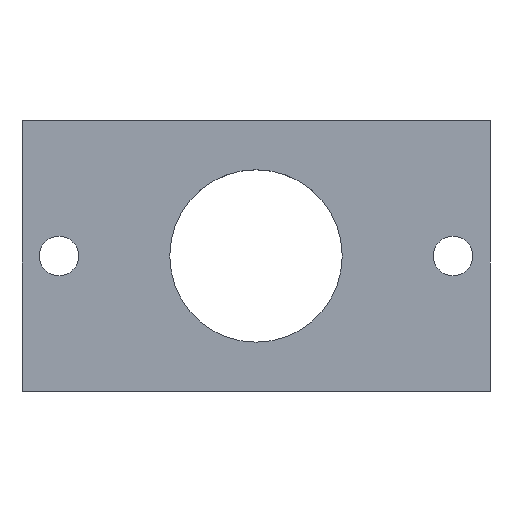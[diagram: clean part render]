
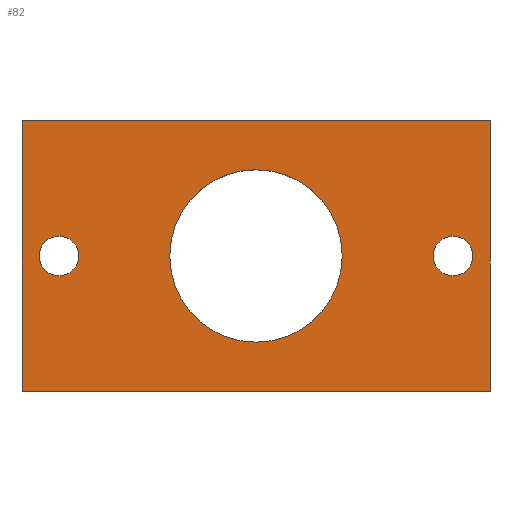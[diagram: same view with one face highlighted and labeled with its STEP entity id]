
A CAD part, top view. The second image highlights one B-rep face of the part: STEP entity #82.
In plain terms, the highlighted planar face has unit normal (0, 0, 1).
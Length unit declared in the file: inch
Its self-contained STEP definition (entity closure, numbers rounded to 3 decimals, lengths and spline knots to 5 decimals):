
#4 = PLANE ( 'NONE',  #718 ) ;
#8 = LINE ( 'NONE', #321, #10 ) ;
#10 = VECTOR ( 'NONE', #370, 39.37008 ) ;
#12 = LINE ( 'NONE', #872, #849 ) ;
#18 = VERTEX_POINT ( 'NONE', #269 ) ;
#21 = VECTOR ( 'NONE', #50, 39.37008 ) ;
#38 = EDGE_LOOP ( 'NONE', ( #226, #237 ) ) ;
#39 = DIRECTION ( 'NONE',  ( 1., 0., 0. ) ) ;
#49 = CARTESIAN_POINT ( 'NONE',  ( 0.288, 0.6875, 0.25 ) ) ;
#50 = DIRECTION ( 'NONE',  ( 1., 0., 0. ) ) ;
#57 = LINE ( 'NONE', #477, #21 ) ;
#60 = DIRECTION ( 'NONE',  ( -1., 0., 0. ) ) ;
#65 = DIRECTION ( 'NONE',  ( 0., -1., 0. ) ) ;
#82 = ADVANCED_FACE ( 'NONE', ( #826, #824, #352, #828 ), #4, .T. ) ;
#116 = DIRECTION ( 'NONE',  ( 0., 0., -1. ) ) ;
#122 = CARTESIAN_POINT ( 'NONE',  ( 2.375, 1.375, 0.25 ) ) ;
#141 = VERTEX_POINT ( 'NONE', #703 ) ;
#144 = CARTESIAN_POINT ( 'NONE',  ( 0.1875, 0.6875, 0.25 ) ) ;
#182 = ORIENTED_EDGE ( 'NONE', *, *, #629, .T. ) ;
#184 = ORIENTED_EDGE ( 'NONE', *, *, #623, .T. ) ;
#199 = ORIENTED_EDGE ( 'NONE', *, *, #678, .T. ) ;
#210 = CIRCLE ( 'NONE', #531, 0.4375 ) ;
#214 = DIRECTION ( 'NONE',  ( 1., 0., 0. ) ) ;
#216 = ORIENTED_EDGE ( 'NONE', *, *, #616, .T. ) ;
#217 = VERTEX_POINT ( 'NONE', #862 ) ;
#219 = CIRCLE ( 'NONE', #538, 0.1005 ) ;
#222 = CIRCLE ( 'NONE', #384, 0.1005 ) ;
#224 = VERTEX_POINT ( 'NONE', #800 ) ;
#226 = ORIENTED_EDGE ( 'NONE', *, *, #787, .T. ) ;
#237 = ORIENTED_EDGE ( 'NONE', *, *, #493, .T. ) ;
#241 = ORIENTED_EDGE ( 'NONE', *, *, #792, .T. ) ;
#247 = CARTESIAN_POINT ( 'NONE',  ( 0., 0., 0.25 ) ) ;
#250 = ORIENTED_EDGE ( 'NONE', *, *, #484, .T. ) ;
#251 = ORIENTED_EDGE ( 'NONE', *, *, #811, .T. ) ;
#252 = CARTESIAN_POINT ( 'NONE',  ( 0.1875, 0.6875, 0.25 ) ) ;
#260 = ORIENTED_EDGE ( 'NONE', *, *, #476, .T. ) ;
#262 = EDGE_LOOP ( 'NONE', ( #251, #260 ) ) ;
#265 = VERTEX_POINT ( 'NONE', #49 ) ;
#269 = CARTESIAN_POINT ( 'NONE',  ( 1.625, 0.6875, 0.25 ) ) ;
#275 = VERTEX_POINT ( 'NONE', #562 ) ;
#276 = DIRECTION ( 'NONE',  ( 0., 0., -1. ) ) ;
#277 = EDGE_LOOP ( 'NONE', ( #184, #182, #199, #216 ) ) ;
#288 = DIRECTION ( 'NONE',  ( 0., 0., 1. ) ) ;
#294 = EDGE_LOOP ( 'NONE', ( #241, #250 ) ) ;
#303 = VERTEX_POINT ( 'NONE', #247 ) ;
#304 = VERTEX_POINT ( 'NONE', #122 ) ;
#310 = DIRECTION ( 'NONE',  ( 1., 0., 0. ) ) ;
#321 = CARTESIAN_POINT ( 'NONE',  ( 2.375, 0.6875, 0.25 ) ) ;
#325 = VERTEX_POINT ( 'NONE', #627 ) ;
#345 = CARTESIAN_POINT ( 'NONE',  ( 2.1875, 0.6875, 0.25 ) ) ;
#352 = FACE_BOUND ( 'NONE', #294, .T. ) ;
#370 = DIRECTION ( 'NONE',  ( 0., 1., 0. ) ) ;
#384 = AXIS2_PLACEMENT_3D ( 'NONE', #462, #116, #548 ) ;
#386 = DIRECTION ( 'NONE',  ( 1., 0., 0. ) ) ;
#408 = DIRECTION ( 'NONE',  ( 0., 0., -1. ) ) ;
#462 = CARTESIAN_POINT ( 'NONE',  ( 2.1875, 0.6875, 0.25 ) ) ;
#476 = EDGE_CURVE ( 'NONE', #275, #224, #222, .T. ) ;
#477 = CARTESIAN_POINT ( 'NONE',  ( 1.1875, 0., 0.25 ) ) ;
#479 = AXIS2_PLACEMENT_3D ( 'NONE', #345, #838, #386 ) ;
#483 = AXIS2_PLACEMENT_3D ( 'NONE', #144, #587, #214 ) ;
#484 = EDGE_CURVE ( 'NONE', #141, #265, #219, .T. ) ;
#490 = CARTESIAN_POINT ( 'NONE',  ( 2.375, 0., 0.25 ) ) ;
#492 = AXIS2_PLACEMENT_3D ( 'NONE', #672, #276, #755 ) ;
#493 = EDGE_CURVE ( 'NONE', #325, #18, #210, .T. ) ;
#531 = AXIS2_PLACEMENT_3D ( 'NONE', #861, #408, #39 ) ;
#538 = AXIS2_PLACEMENT_3D ( 'NONE', #252, #716, #310 ) ;
#548 = DIRECTION ( 'NONE',  ( 1., 0., 0. ) ) ;
#562 = CARTESIAN_POINT ( 'NONE',  ( 2.087, 0.6875, 0.25 ) ) ;
#587 = DIRECTION ( 'NONE',  ( 0., 0., -1. ) ) ;
#616 = EDGE_CURVE ( 'NONE', #303, #679, #57, .T. ) ;
#623 = EDGE_CURVE ( 'NONE', #679, #304, #8, .T. ) ;
#627 = CARTESIAN_POINT ( 'NONE',  ( 0.75, 0.6875, 0.25 ) ) ;
#629 = EDGE_CURVE ( 'NONE', #304, #217, #12, .T. ) ;
#648 = CIRCLE ( 'NONE', #479, 0.1005 ) ;
#672 = CARTESIAN_POINT ( 'NONE',  ( 1.1875, 0.6875, 0.25 ) ) ;
#678 = EDGE_CURVE ( 'NONE', #217, #303, #848, .T. ) ;
#679 = VERTEX_POINT ( 'NONE', #490 ) ;
#685 = CARTESIAN_POINT ( 'NONE',  ( 1.1875, 0.6875, 0.25 ) ) ;
#696 = CIRCLE ( 'NONE', #483, 0.1005 ) ;
#703 = CARTESIAN_POINT ( 'NONE',  ( 0.087, 0.6875, 0.25 ) ) ;
#716 = DIRECTION ( 'NONE',  ( 0., 0., -1. ) ) ;
#718 = AXIS2_PLACEMENT_3D ( 'NONE', #685, #288, #770 ) ;
#735 = CIRCLE ( 'NONE', #492, 0.4375 ) ;
#755 = DIRECTION ( 'NONE',  ( 1., 0., 0. ) ) ;
#770 = DIRECTION ( 'NONE',  ( 1., 0., 0. ) ) ;
#787 = EDGE_CURVE ( 'NONE', #18, #325, #735, .T. ) ;
#792 = EDGE_CURVE ( 'NONE', #265, #141, #696, .T. ) ;
#800 = CARTESIAN_POINT ( 'NONE',  ( 2.288, 0.6875, 0.25 ) ) ;
#811 = EDGE_CURVE ( 'NONE', #224, #275, #648, .T. ) ;
#824 = FACE_BOUND ( 'NONE', #38, .T. ) ;
#826 = FACE_OUTER_BOUND ( 'NONE', #277, .T. ) ;
#828 = FACE_BOUND ( 'NONE', #262, .T. ) ;
#836 = VECTOR ( 'NONE', #65, 39.37008 ) ;
#838 = DIRECTION ( 'NONE',  ( 0., 0., -1. ) ) ;
#848 = LINE ( 'NONE', #874, #836 ) ;
#849 = VECTOR ( 'NONE', #60, 39.37008 ) ;
#861 = CARTESIAN_POINT ( 'NONE',  ( 1.1875, 0.6875, 0.25 ) ) ;
#862 = CARTESIAN_POINT ( 'NONE',  ( 0., 1.375, 0.25 ) ) ;
#872 = CARTESIAN_POINT ( 'NONE',  ( 1.1875, 1.375, 0.25 ) ) ;
#874 = CARTESIAN_POINT ( 'NONE',  ( 0., 0.6875, 0.25 ) ) ;
